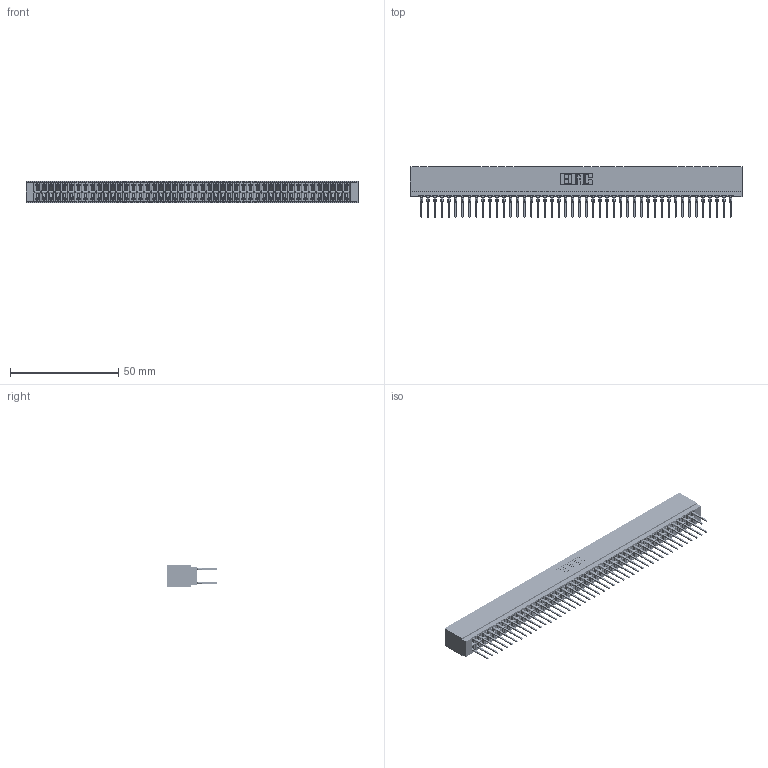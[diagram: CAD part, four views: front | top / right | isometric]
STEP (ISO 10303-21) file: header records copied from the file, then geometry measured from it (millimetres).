
FILE_DESCRIPTION (( 'STEP AP203' ), '1' );
FILE_NAME ('726-092-527-201.STEP', '2020-05-28T12:17:18', ( '' ), ( '' ), 'SwSTEP 2.0', 'SolidWorks 2020', '' );
FILE_SCHEMA (( 'CONFIG_CONTROL_DESIGN' ));
Length unit declared in the file: inch
Products named in the file (3): 746-292-001_527; 726 Part_.515 Slot Depth - 01; 726-092-527-201
Assembly tree (93 placements, depth 2):
  726-092-527-201
    726 Part_.515 Slot Depth - 01
    746-292-001_527  x92
Bounding box: 153.29 x 23.48 x 9.91 mm (x, y, z)
Volume: 1054.1 mm3; surface area: 24523.4 mm2
Topology: 92 solids, 93 shells, 8331 faces, 22895 edges, 14572 vertices
Faces by surface type: plane 4287, bspline 1840, cylinder 1652, torus 552
Entity records: 70423 total; most frequent: CARTESIAN_POINT 13965, ORIENTED_EDGE 12120, DIRECTION 10112, EDGE_CURVE 6060, LINE 5416, VECTOR 5416, VERTEX_POINT 4017, AXIS2_PLACEMENT_3D 2348
